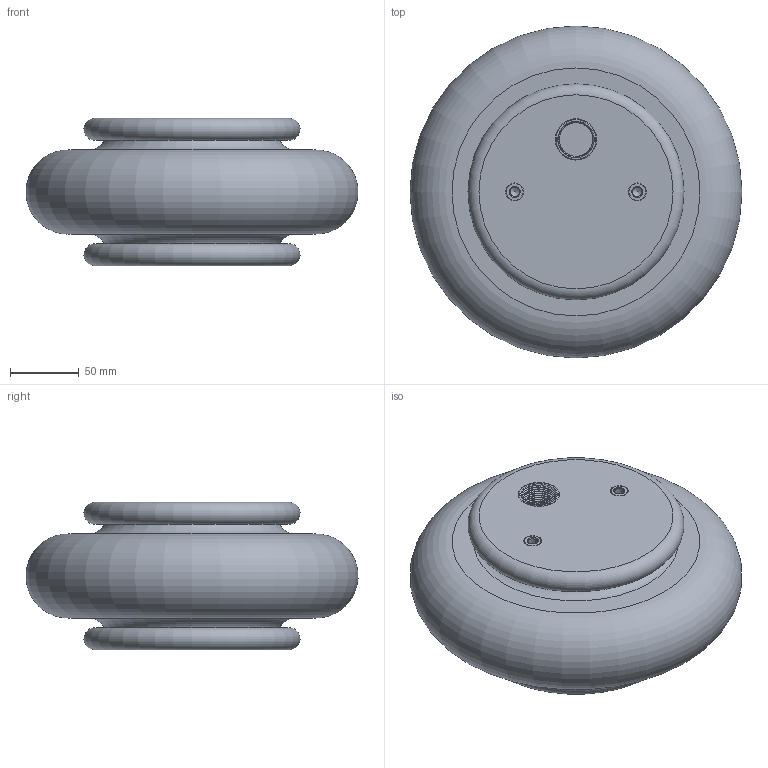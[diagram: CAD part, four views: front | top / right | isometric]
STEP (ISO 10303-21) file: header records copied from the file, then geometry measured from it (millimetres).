
FILE_DESCRIPTION(/* description */ (''),/* implementation_level */ '2;1');
FILE_NAME(/* name */ '6W-9,5x1-01.stp',/* time_stamp */ '2021-06-07T13:38:46+02:00',/* author */ (''),/* organization */ (''),/* preprocessor_version */ 'ST-DEVELOPER v18.1',/* originating_system */ 'SIEMENS PLM Software NX 1965',/* authorisation */ '');
FILE_SCHEMA (('AP203_CONFIGURATION_CONTROLLED_3D_DESIGN_OF_MECHANICAL_PARTS_AND_ASSEMBLIES_MIM_LF { 1 0 10303 403 2 1 2}'));
Length unit declared in the file: millimetre
Products named in the file (1): hoff22A0F03Dbfld
Bounding box: 241.17 x 241.17 x 107.15 mm (x, y, z)
Volume: 736485.2 mm3; surface area: 385028.2 mm2
Topology: 10 solids, 12 shells, 100 faces, 186 edges, 111 vertices
Faces by surface type: torus 28, plane 25, cylinder 23, cone 22, bspline 2
Full cylindrical faces by diameter (mm): 6.8 x4, 13 x8, 15 x4, 30 x2, 34 x1, 125.168 x2
Entity records: 3811 total; most frequent: CARTESIAN_POINT 1959, DIRECTION 386, ORIENTED_EDGE 204, AXIS2_PLACEMENT_3D 193, EDGE_LOOP 184, FACE_BOUND 182, VERTEX_POINT 104, EDGE_CURVE 102
